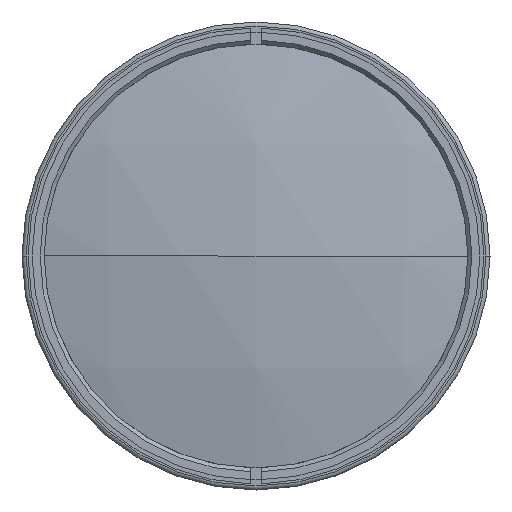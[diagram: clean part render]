
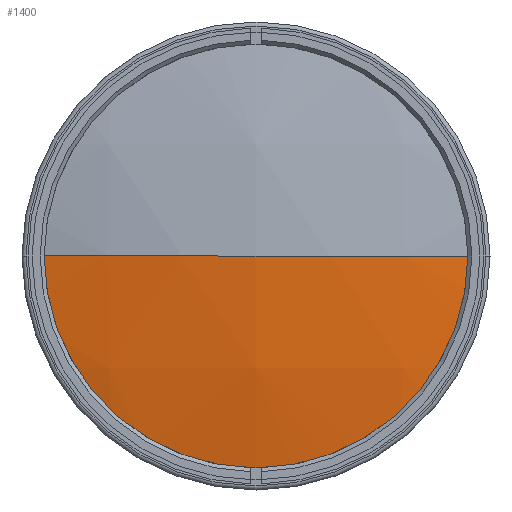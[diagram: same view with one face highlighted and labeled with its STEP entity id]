
A CAD part, left-side view. The second image highlights one B-rep face of the part: STEP entity #1400.
In plain terms, the highlighted spherical face has radius 252 mm.
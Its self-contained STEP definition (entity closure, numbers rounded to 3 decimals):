
#154 = AXIS2_PLACEMENT_3D ( 'NONE', #2586, #3132, #812 ) ;
#413 = DIRECTION ( 'NONE',  ( 0., 1., 0. ) ) ;
#429 = EDGE_LOOP ( 'NONE', ( #2910, #1993, #1023 ) ) ;
#508 = CARTESIAN_POINT ( 'NONE',  ( -232.504, 0., 0. ) ) ;
#624 = VERTEX_POINT ( 'NONE', #508 ) ;
#780 = DIRECTION ( 'NONE',  ( 0., 0., 1. ) ) ;
#781 = AXIS2_PLACEMENT_3D ( 'NONE', #1500, #2529, #413 ) ;
#812 = DIRECTION ( 'NONE',  ( 0., 1., 0. ) ) ;
#846 = AXIS2_PLACEMENT_3D ( 'NONE', #3093, #780, #2573 ) ;
#934 = DIRECTION ( 'NONE',  ( -1., 0., 0. ) ) ;
#1023 = ORIENTED_EDGE ( 'NONE', *, *, #2877, .F. ) ;
#1066 = CARTESIAN_POINT ( 'NONE',  ( -226.429, -55., 0. ) ) ;
#1183 = CARTESIAN_POINT ( 'NONE',  ( -226.429, 0., 0. ) ) ;
#1388 = CIRCLE ( 'NONE', #846, 252. ) ;
#1400 = ADVANCED_FACE ( 'NONE', ( #2279 ), #1456, .T. ) ;
#1456 = SPHERICAL_SURFACE ( 'NONE', #781, 252. ) ;
#1500 = CARTESIAN_POINT ( 'NONE',  ( 19.496, 0., 0. ) ) ;
#1759 = CIRCLE ( 'NONE', #154, 252. ) ;
#1956 = DIRECTION ( 'NONE',  ( 0., 0., 1. ) ) ;
#1993 = ORIENTED_EDGE ( 'NONE', *, *, #2963, .T. ) ;
#2039 = CARTESIAN_POINT ( 'NONE',  ( -226.429, 55., 0. ) ) ;
#2279 = FACE_OUTER_BOUND ( 'NONE', #429, .T. ) ;
#2356 = AXIS2_PLACEMENT_3D ( 'NONE', #1183, #934, #1956 ) ;
#2529 = DIRECTION ( 'NONE',  ( 0., 0., -1. ) ) ;
#2573 = DIRECTION ( 'NONE',  ( 0., -1., 0. ) ) ;
#2586 = CARTESIAN_POINT ( 'NONE',  ( 19.496, 0., 0. ) ) ;
#2640 = EDGE_CURVE ( 'NONE', #3278, #2920, #3338, .T. ) ;
#2877 = EDGE_CURVE ( 'NONE', #3278, #624, #1388, .T. ) ;
#2910 = ORIENTED_EDGE ( 'NONE', *, *, #2640, .T. ) ;
#2920 = VERTEX_POINT ( 'NONE', #1066 ) ;
#2963 = EDGE_CURVE ( 'NONE', #2920, #624, #1759, .T. ) ;
#3093 = CARTESIAN_POINT ( 'NONE',  ( 19.496, 0., 0. ) ) ;
#3132 = DIRECTION ( 'NONE',  ( 0., 0., -1. ) ) ;
#3278 = VERTEX_POINT ( 'NONE', #2039 ) ;
#3338 = CIRCLE ( 'NONE', #2356, 55. ) ;
